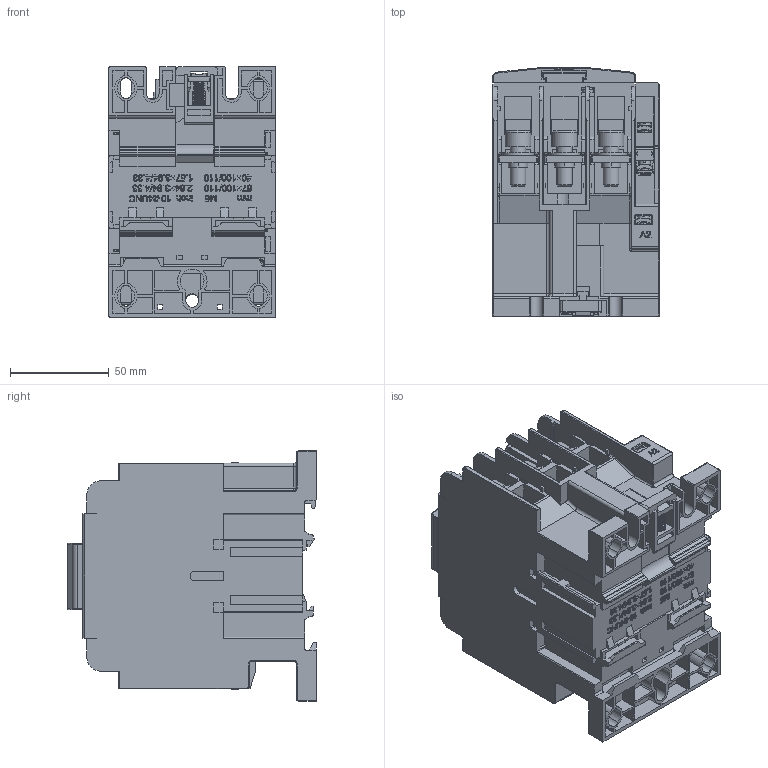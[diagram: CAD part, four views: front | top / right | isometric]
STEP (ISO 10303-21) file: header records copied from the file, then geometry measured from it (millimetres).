
FILE_DESCRIPTION((''),'2;1');
FILE_NAME('24000219L0_SW0002','2024-12-02T',('weiwei.li'),(''),'PRO/ENGINEER BY PARAMETRIC TECHNOLOGY CORPORATION, 2017170','PRO/ENGINEER BY PARAMETRIC TECHNOLOGY CORPORATION, 2017170','');
FILE_SCHEMA(('CONFIG_CONTROL_DESIGN'));
Products named in the file (1): 24000219L0_SW0002
Bounding box: 84.4 x 125.8 x 126.5 mm (x, y, z)
Volume: 714162.5 mm3; surface area: 189774.3 mm2
Topology: 7 solids, 8 shells, 5142 faces, 14081 edges, 9009 vertices
Faces by surface type: plane 3011, cylinder 1003, extrusion 723, torus 151, cone 142, bspline 83, sphere 29
Entity records: 179010 total; most frequent: CARTESIAN_POINT 50711, ORIENTED_EDGE 28138, DIRECTION 23994, EDGE_CURVE 14069, VECTOR 10350, LINE 9627, VERTEX_POINT 9009, AXIS2_PLACEMENT_3D 6822
